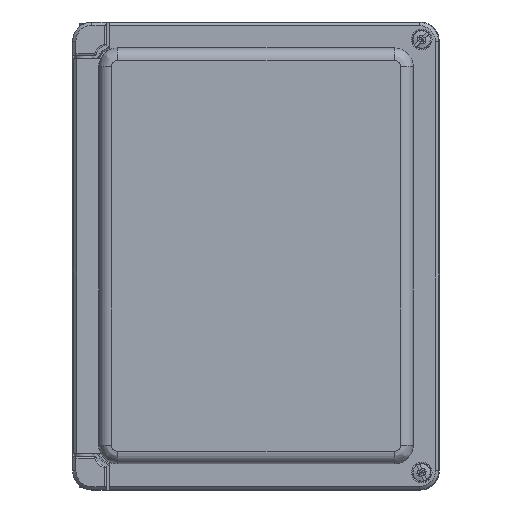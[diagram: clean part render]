
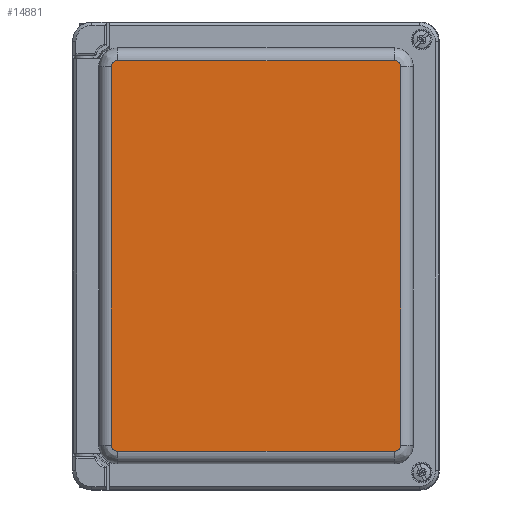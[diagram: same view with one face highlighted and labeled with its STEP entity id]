
A CAD part, top view. The second image highlights one B-rep face of the part: STEP entity #14881.
In plain terms, the highlighted planar face has unit normal (0, 0, 1).
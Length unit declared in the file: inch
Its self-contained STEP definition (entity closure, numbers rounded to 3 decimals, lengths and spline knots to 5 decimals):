
#928=PLANE($,#16512);
#1820=LINE($,#29732,#2915);
#1822=LINE($,#29767,#2917);
#1824=LINE($,#29771,#2919);
#1825=LINE($,#29802,#2920);
#2915=VECTOR($,#20453,5.45704);
#2917=VECTOR($,#20473,7.45704);
#2919=VECTOR($,#20477,7.45704);
#2920=VECTOR($,#20494,5.45704);
#4143=FACE_OUTER_BOUND($,#5143,.T.);
#5143=EDGE_LOOP($,(#12879,#12880,#12881,#12882,#12883,#12884,#12885,#12886));
#6047=CIRCLE($,#16496,0.12012);
#6049=CIRCLE($,#16498,0.12012);
#6055=CIRCLE($,#16506,0.12012);
#6057=CIRCLE($,#16508,0.12012);
#7296=VERTEX_POINT($,#29729);
#7297=VERTEX_POINT($,#29731);
#7300=VERTEX_POINT($,#29746);
#7301=VERTEX_POINT($,#29759);
#7303=VERTEX_POINT($,#29765);
#7304=VERTEX_POINT($,#29770);
#7306=VERTEX_POINT($,#29783);
#7307=VERTEX_POINT($,#29796);
#9225=EDGE_CURVE($,#7296,#7297,#1820,.T.);
#9229=EDGE_CURVE($,#7300,#7296,#6047,.T.);
#9231=EDGE_CURVE($,#7297,#7301,#6049,.T.);
#9235=EDGE_CURVE($,#7303,#7300,#1822,.T.);
#9237=EDGE_CURVE($,#7301,#7304,#1824,.T.);
#9240=EDGE_CURVE($,#7306,#7303,#6055,.T.);
#9242=EDGE_CURVE($,#7304,#7307,#6057,.T.);
#9245=EDGE_CURVE($,#7307,#7306,#1825,.T.);
#12879=ORIENTED_EDGE($,*,*,#9225,.F.);
#12880=ORIENTED_EDGE($,*,*,#9229,.F.);
#12881=ORIENTED_EDGE($,*,*,#9235,.F.);
#12882=ORIENTED_EDGE($,*,*,#9240,.F.);
#12883=ORIENTED_EDGE($,*,*,#9245,.F.);
#12884=ORIENTED_EDGE($,*,*,#9242,.F.);
#12885=ORIENTED_EDGE($,*,*,#9237,.F.);
#12886=ORIENTED_EDGE($,*,*,#9231,.F.);
#14881=ADVANCED_FACE($,(#4143),#928,.T.);
#16496=AXIS2_PLACEMENT_3D($,#29748,#20459,#20460);
#16498=AXIS2_PLACEMENT_3D($,#29760,#20463,#20464);
#16506=AXIS2_PLACEMENT_3D($,#29785,#20482,#20483);
#16508=AXIS2_PLACEMENT_3D($,#29797,#20486,#20487);
#16512=AXIS2_PLACEMENT_3D($,#29804,#20496,#20497);
#20453=DIRECTION($,(-1.,0.,0.));
#20459=DIRECTION('center_axis',(0.,0.,-1.));
#20460=DIRECTION('ref_axis',(0.707,-0.707,0.));
#20463=DIRECTION('center_axis',(0.,0.,-1.));
#20464=DIRECTION('ref_axis',(-0.707,-0.707,0.));
#20473=DIRECTION($,(0.,-1.,0.));
#20477=DIRECTION($,(0.,1.,0.));
#20482=DIRECTION('center_axis',(0.,0.,-1.));
#20483=DIRECTION('ref_axis',(0.707,0.707,0.));
#20486=DIRECTION('center_axis',(0.,0.,-1.));
#20487=DIRECTION('ref_axis',(-0.707,0.707,0.));
#20494=DIRECTION($,(1.,0.,0.));
#20496=DIRECTION('center_axis',(0.,0.,1.));
#20497=DIRECTION('ref_axis',(1.,0.,0.));
#29729=CARTESIAN_POINT('',(2.72852,-3.84863,1.));
#29731=CARTESIAN_POINT('',(-2.72852,-3.84863,1.));
#29732=CARTESIAN_POINT($,(2.72852,-3.84863,1.));
#29746=CARTESIAN_POINT('',(2.84863,-3.72852,1.));
#29748=CARTESIAN_POINT('Origin',(2.72852,-3.72852,1.));
#29759=CARTESIAN_POINT('',(-2.84863,-3.72852,1.));
#29760=CARTESIAN_POINT('Origin',(-2.72852,-3.72852,1.));
#29765=CARTESIAN_POINT('',(2.84863,3.72852,1.));
#29767=CARTESIAN_POINT($,(2.84863,3.72852,1.));
#29770=CARTESIAN_POINT('',(-2.84863,3.72852,1.));
#29771=CARTESIAN_POINT($,(-2.84863,-3.72852,1.));
#29783=CARTESIAN_POINT('',(2.72852,3.84863,1.));
#29785=CARTESIAN_POINT('Origin',(2.72852,3.72852,1.));
#29796=CARTESIAN_POINT('',(-2.72852,3.84863,1.));
#29797=CARTESIAN_POINT('Origin',(-2.72852,3.72852,1.));
#29802=CARTESIAN_POINT($,(-2.72852,3.84863,1.));
#29804=CARTESIAN_POINT('Origin',(0.,0.,1.));
